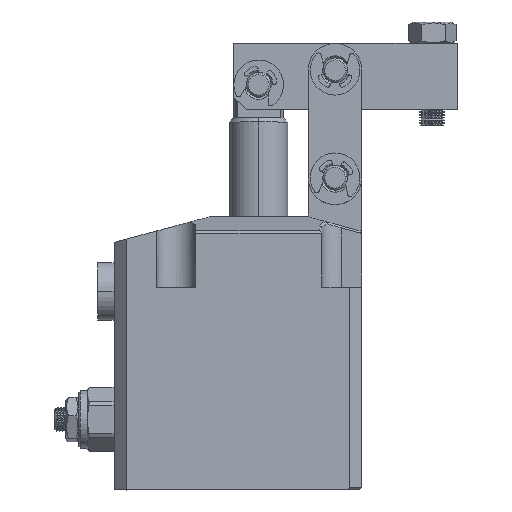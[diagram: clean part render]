
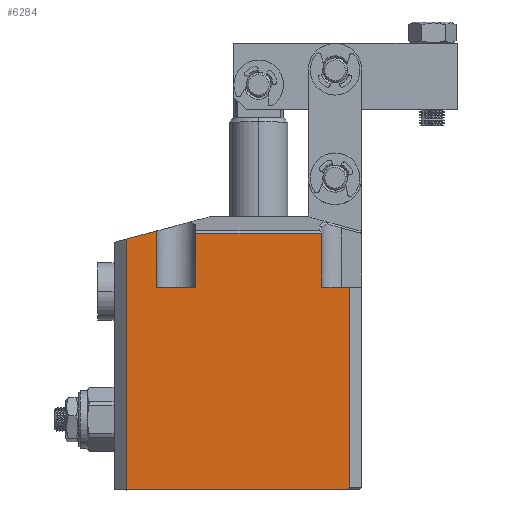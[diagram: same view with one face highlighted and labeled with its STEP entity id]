
A CAD part, top view. The second image highlights one B-rep face of the part: STEP entity #6284.
In plain terms, the highlighted planar face has unit normal (0, 0, 1).
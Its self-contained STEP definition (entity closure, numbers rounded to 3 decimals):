
#150 = DIRECTION ( 'NONE',  ( -1., 0., 0. ) ) ;
#321 = CARTESIAN_POINT ( 'NONE',  ( 407.083, 117.443, 25. ) ) ;
#747 = LINE ( 'NONE', #14615, #5801 ) ;
#1157 = CARTESIAN_POINT ( 'NONE',  ( 399.833, 115.5, 25. ) ) ;
#1310 = VERTEX_POINT ( 'NONE', #7076 ) ;
#2211 = EDGE_CURVE ( 'NONE', #27584, #4421, #4921, .T. ) ;
#2439 = ORIENTED_EDGE ( 'NONE', *, *, #21862, .T. ) ;
#2448 = CARTESIAN_POINT ( 'NONE',  ( 456.333, 54.859, 25. ) ) ;
#2486 = CARTESIAN_POINT ( 'NONE',  ( 416.583, 116.876, 25. ) ) ;
#3191 = EDGE_CURVE ( 'NONE', #4069, #12728, #3687, .T. ) ;
#3586 = ORIENTED_EDGE ( 'NONE', *, *, #14111, .F. ) ;
#3687 = LINE ( 'NONE', #29254, #9489 ) ;
#4069 = VERTEX_POINT ( 'NONE', #28612 ) ;
#4421 = VERTEX_POINT ( 'NONE', #23228 ) ;
#4760 = CARTESIAN_POINT ( 'NONE',  ( 453.833, 103.859, 25. ) ) ;
#4919 = CARTESIAN_POINT ( 'NONE',  ( 416.583, 54.859, 25. ) ) ;
#4921 = LINE ( 'NONE', #21390, #17197 ) ;
#5801 = VECTOR ( 'NONE', #9787, 1000. ) ;
#6284 = ADVANCED_FACE ( 'NONE', ( #15499 ), #16488, .T. ) ;
#6317 = ORIENTED_EDGE ( 'NONE', *, *, #21969, .T. ) ;
#6383 = VERTEX_POINT ( 'NONE', #4760 ) ;
#7076 = CARTESIAN_POINT ( 'NONE',  ( 447.066, 116.876, 25. ) ) ;
#7112 = VERTEX_POINT ( 'NONE', #2486 ) ;
#8009 = CARTESIAN_POINT ( 'NONE',  ( 399.833, 54.859, 25. ) ) ;
#8182 = AXIS2_PLACEMENT_3D ( 'NONE', #9294, #13789, #26427 ) ;
#8536 = VECTOR ( 'NONE', #14589, 1000. ) ;
#8772 = CARTESIAN_POINT ( 'NONE',  ( 399.833, 103.859, 25. ) ) ;
#8999 = VERTEX_POINT ( 'NONE', #19990 ) ;
#9294 = CARTESIAN_POINT ( 'NONE',  ( 399.833, 54.859, 25. ) ) ;
#9408 = CARTESIAN_POINT ( 'NONE',  ( 419.833, 120.859, 25. ) ) ;
#9489 = VECTOR ( 'NONE', #21844, 1000. ) ;
#9505 = DIRECTION ( 'NONE',  ( 0., 1., 0. ) ) ;
#9690 = CARTESIAN_POINT ( 'NONE',  ( 445.93, 118.051, 25. ) ) ;
#9787 = DIRECTION ( 'NONE',  ( 0., 1., 0. ) ) ;
#10501 = VECTOR ( 'NONE', #9505, 1000. ) ;
#11145 = CARTESIAN_POINT ( 'NONE',  ( 407.083, 103.859, 25. ) ) ;
#11480 = ORIENTED_EDGE ( 'NONE', *, *, #27849, .T. ) ;
#11835 = DIRECTION ( 'NONE',  ( 0., -1., 0. ) ) ;
#12077 = EDGE_LOOP ( 'NONE', ( #2439, #31754, #30618, #13875, #23550, #12091, #27443, #11480, #23914, #6317, #3586, #20233 ) ) ;
#12091 = ORIENTED_EDGE ( 'NONE', *, *, #28225, .T. ) ;
#12728 = VERTEX_POINT ( 'NONE', #11145 ) ;
#13214 = EDGE_CURVE ( 'NONE', #20990, #26999, #24081, .T. ) ;
#13428 = CARTESIAN_POINT ( 'NONE',  ( 453.126, 54.859, 25. ) ) ;
#13789 = DIRECTION ( 'NONE',  ( 0., 0., 1. ) ) ;
#13875 = ORIENTED_EDGE ( 'NONE', *, *, #18308, .T. ) ;
#14111 = EDGE_CURVE ( 'NONE', #20990, #31396, #24442, .T. ) ;
#14259 = LINE ( 'NONE', #2448, #25597 ) ;
#14324 = CARTESIAN_POINT ( 'NONE',  ( 453.833, 54.859, 25. ) ) ;
#14589 = DIRECTION ( 'NONE',  ( 0., -1., 0. ) ) ;
#14615 = CARTESIAN_POINT ( 'NONE',  ( 447.083, 54.859, 25. ) ) ;
#15499 = FACE_OUTER_BOUND ( 'NONE', #12077, .T. ) ;
#16193 = VECTOR ( 'NONE', #19411, 1000. ) ;
#16488 = PLANE ( 'NONE',  #8182 ) ;
#16597 = DIRECTION ( 'NONE',  ( 0.966, 0.259, 0. ) ) ;
#17197 = VECTOR ( 'NONE', #31518, 1000. ) ;
#17536 = LINE ( 'NONE', #8772, #24566 ) ;
#17800 = VECTOR ( 'NONE', #16597, 1000. ) ;
#18308 = EDGE_CURVE ( 'NONE', #6383, #8999, #17536, .T. ) ;
#18961 = VECTOR ( 'NONE', #30071, 1000. ) ;
#19399 = LINE ( 'NONE', #14324, #10501 ) ;
#19411 = DIRECTION ( 'NONE',  ( -0.695, 0.719, 0. ) ) ;
#19951 = CARTESIAN_POINT ( 'NONE',  ( 399.833, 116.876, 25. ) ) ;
#19990 = CARTESIAN_POINT ( 'NONE',  ( 447.083, 103.859, 25. ) ) ;
#20233 = ORIENTED_EDGE ( 'NONE', *, *, #13214, .T. ) ;
#20990 = VERTEX_POINT ( 'NONE', #1157 ) ;
#21390 = CARTESIAN_POINT ( 'NONE',  ( 452.388, 54.338, 25. ) ) ;
#21844 = DIRECTION ( 'NONE',  ( -1., 0., 0. ) ) ;
#21862 = EDGE_CURVE ( 'NONE', #26999, #27584, #14259, .T. ) ;
#21969 = EDGE_CURVE ( 'NONE', #12728, #31396, #28320, .T. ) ;
#22480 = LINE ( 'NONE', #4919, #8536 ) ;
#22583 = EDGE_CURVE ( 'NONE', #8999, #23670, #747, .T. ) ;
#22793 = DIRECTION ( 'NONE',  ( 1., 0., 0. ) ) ;
#23228 = CARTESIAN_POINT ( 'NONE',  ( 453.833, 55.359, 25. ) ) ;
#23550 = ORIENTED_EDGE ( 'NONE', *, *, #22583, .T. ) ;
#23624 = EDGE_CURVE ( 'NONE', #1310, #7112, #30116, .T. ) ;
#23670 = VERTEX_POINT ( 'NONE', #24223 ) ;
#23914 = ORIENTED_EDGE ( 'NONE', *, *, #3191, .T. ) ;
#24051 = LINE ( 'NONE', #9690, #16193 ) ;
#24081 = LINE ( 'NONE', #31524, #28753 ) ;
#24223 = CARTESIAN_POINT ( 'NONE',  ( 447.083, 116.858, 25. ) ) ;
#24442 = LINE ( 'NONE', #9408, #17800 ) ;
#24566 = VECTOR ( 'NONE', #28294, 1000. ) ;
#25092 = CARTESIAN_POINT ( 'NONE',  ( 407.083, 54.859, 25. ) ) ;
#25597 = VECTOR ( 'NONE', #22793, 1000. ) ;
#26427 = DIRECTION ( 'NONE',  ( 1., 0., 0. ) ) ;
#26999 = VERTEX_POINT ( 'NONE', #8009 ) ;
#27195 = EDGE_CURVE ( 'NONE', #4421, #6383, #19399, .T. ) ;
#27443 = ORIENTED_EDGE ( 'NONE', *, *, #23624, .T. ) ;
#27584 = VERTEX_POINT ( 'NONE', #13428 ) ;
#27849 = EDGE_CURVE ( 'NONE', #7112, #4069, #22480, .T. ) ;
#28225 = EDGE_CURVE ( 'NONE', #23670, #1310, #24051, .T. ) ;
#28294 = DIRECTION ( 'NONE',  ( -1., 0., 0. ) ) ;
#28320 = LINE ( 'NONE', #25092, #18961 ) ;
#28612 = CARTESIAN_POINT ( 'NONE',  ( 416.583, 103.859, 25. ) ) ;
#28753 = VECTOR ( 'NONE', #11835, 1000. ) ;
#29254 = CARTESIAN_POINT ( 'NONE',  ( 399.833, 103.859, 25. ) ) ;
#29708 = VECTOR ( 'NONE', #150, 1000. ) ;
#30071 = DIRECTION ( 'NONE',  ( 0., 1., 0. ) ) ;
#30116 = LINE ( 'NONE', #19951, #29708 ) ;
#30618 = ORIENTED_EDGE ( 'NONE', *, *, #27195, .T. ) ;
#31396 = VERTEX_POINT ( 'NONE', #321 ) ;
#31518 = DIRECTION ( 'NONE',  ( 0.816, 0.577, 0. ) ) ;
#31524 = CARTESIAN_POINT ( 'NONE',  ( 399.833, 54.859, 25. ) ) ;
#31754 = ORIENTED_EDGE ( 'NONE', *, *, #2211, .T. ) ;
